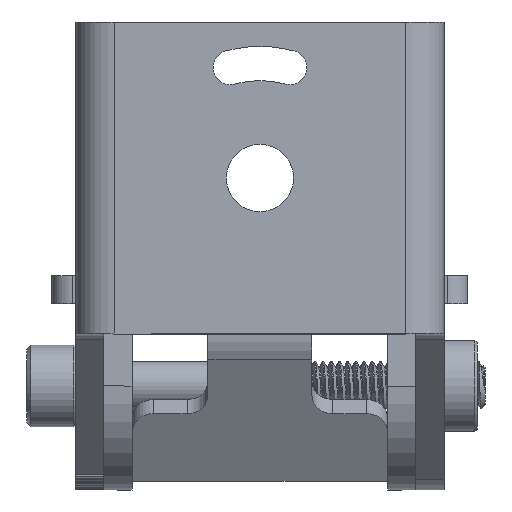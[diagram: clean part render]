
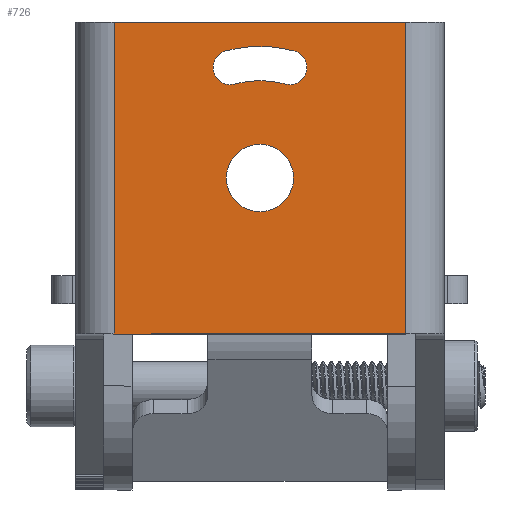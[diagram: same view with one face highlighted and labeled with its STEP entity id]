
A CAD part, front view. The second image highlights one B-rep face of the part: STEP entity #726.
In plain terms, the highlighted planar face has unit normal (0, -1, 0).
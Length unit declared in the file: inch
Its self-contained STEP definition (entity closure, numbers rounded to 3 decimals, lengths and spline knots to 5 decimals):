
#180 = CARTESIAN_POINT ( 'NONE',  ( -0.14235, 0., 0.53126 ) ) ;
#380 = ORIENTED_EDGE ( 'NONE', *, *, #15534, .T. ) ;
#726 = ADVANCED_FACE ( 'NONE', ( #2701, #1086, #7960 ), #22088, .F. ) ;
#857 = CARTESIAN_POINT ( 'NONE',  ( 0.7, 0., 0.75 ) ) ;
#1030 = DIRECTION ( 'NONE',  ( 0., 1., 0. ) ) ;
#1086 = FACE_BOUND ( 'NONE', #14085, .T. ) ;
#1139 = EDGE_CURVE ( 'NONE', #17697, #5987, #3218, .T. ) ;
#1246 = EDGE_CURVE ( 'NONE', #5811, #3476, #9399, .T. ) ;
#1251 = CARTESIAN_POINT ( 'NONE',  ( 0.7, 0., -0.75 ) ) ;
#1434 = DIRECTION ( 'NONE',  ( 0., 1., 0. ) ) ;
#1642 = ORIENTED_EDGE ( 'NONE', *, *, #6735, .F. ) ;
#1852 = EDGE_CURVE ( 'NONE', #10755, #14880, #11651, .T. ) ;
#1982 = LINE ( 'NONE', #12381, #20503 ) ;
#2388 = VERTEX_POINT ( 'NONE', #4198 ) ;
#2701 = FACE_BOUND ( 'NONE', #3406, .T. ) ;
#2755 = CARTESIAN_POINT ( 'NONE',  ( 0., 0., 0. ) ) ;
#2761 = AXIS2_PLACEMENT_3D ( 'NONE', #16719, #4625, #10217 ) ;
#3032 = EDGE_CURVE ( 'NONE', #13211, #5905, #20169, .T. ) ;
#3214 = AXIS2_PLACEMENT_3D ( 'NONE', #12856, #14900, #20258 ) ;
#3218 = LINE ( 'NONE', #1251, #20333 ) ;
#3406 = EDGE_LOOP ( 'NONE', ( #9594, #12691, #6861, #7139, #12538, #1642 ) ) ;
#3476 = VERTEX_POINT ( 'NONE', #19266 ) ;
#3703 = CIRCLE ( 'NONE', #18977, 0.4675 ) ;
#3802 = ORIENTED_EDGE ( 'NONE', *, *, #1852, .T. ) ;
#4198 = CARTESIAN_POINT ( 'NONE',  ( 0., 0., 0.4675 ) ) ;
#4345 = DIRECTION ( 'NONE',  ( 0., 0., -1. ) ) ;
#4625 = DIRECTION ( 'NONE',  ( 0., -1., 0. ) ) ;
#4729 = CARTESIAN_POINT ( 'NONE',  ( 0., 0., -0.1615 ) ) ;
#4832 = CIRCLE ( 'NONE', #21231, 0.6325 ) ;
#5198 = CARTESIAN_POINT ( 'NONE',  ( -0.7, 0., -0.75 ) ) ;
#5333 = EDGE_CURVE ( 'NONE', #3476, #13211, #4832, .T. ) ;
#5567 = EDGE_CURVE ( 'NONE', #17697, #14880, #1982, .T. ) ;
#5752 = DIRECTION ( 'NONE',  ( 0., 0., 1. ) ) ;
#5811 = VERTEX_POINT ( 'NONE', #20957 ) ;
#5905 = VERTEX_POINT ( 'NONE', #20141 ) ;
#5987 = VERTEX_POINT ( 'NONE', #857 ) ;
#6735 = EDGE_CURVE ( 'NONE', #2388, #16162, #9465, .T. ) ;
#6861 = ORIENTED_EDGE ( 'NONE', *, *, #5333, .F. ) ;
#7065 = DIRECTION ( 'NONE',  ( 0., -1., 0. ) ) ;
#7139 = ORIENTED_EDGE ( 'NONE', *, *, #1246, .F. ) ;
#7281 = DIRECTION ( 'NONE',  ( 0., 1., 0. ) ) ;
#7434 = ORIENTED_EDGE ( 'NONE', *, *, #1139, .T. ) ;
#7435 = CIRCLE ( 'NONE', #15063, 0.1615 ) ;
#7474 = CARTESIAN_POINT ( 'NONE',  ( 0., 0., 0. ) ) ;
#7960 = FACE_OUTER_BOUND ( 'NONE', #13740, .T. ) ;
#8020 = DIRECTION ( 'NONE',  ( 0., 0., 1. ) ) ;
#8379 = EDGE_CURVE ( 'NONE', #16162, #5811, #11879, .T. ) ;
#9196 = ORIENTED_EDGE ( 'NONE', *, *, #11438, .T. ) ;
#9217 = DIRECTION ( 'NONE',  ( 0., 0., 1. ) ) ;
#9399 = CIRCLE ( 'NONE', #14131, 0.6325 ) ;
#9465 = CIRCLE ( 'NONE', #12391, 0.4675 ) ;
#9577 = CARTESIAN_POINT ( 'NONE',  ( -0.7, 0., 0.75 ) ) ;
#9594 = ORIENTED_EDGE ( 'NONE', *, *, #18996, .F. ) ;
#9662 = CARTESIAN_POINT ( 'NONE',  ( 0., 0., 0. ) ) ;
#9673 = DIRECTION ( 'NONE',  ( 0., 0., 1. ) ) ;
#10217 = DIRECTION ( 'NONE',  ( 0., 0., 1. ) ) ;
#10249 = CARTESIAN_POINT ( 'NONE',  ( -0.75, 0., 0.75 ) ) ;
#10366 = VECTOR ( 'NONE', #4345, 39.37008 ) ;
#10755 = VERTEX_POINT ( 'NONE', #12094 ) ;
#11438 = EDGE_CURVE ( 'NONE', #12129, #13448, #7435, .T. ) ;
#11535 = CARTESIAN_POINT ( 'NONE',  ( 0.7, 0., -0.75 ) ) ;
#11651 = LINE ( 'NONE', #9577, #10366 ) ;
#11730 = DIRECTION ( 'NONE',  ( 0., 0., 1. ) ) ;
#11879 = CIRCLE ( 'NONE', #2761, 0.0825 ) ;
#12094 = CARTESIAN_POINT ( 'NONE',  ( -0.7, 0., 0.75 ) ) ;
#12129 = VERTEX_POINT ( 'NONE', #17567 ) ;
#12381 = CARTESIAN_POINT ( 'NONE',  ( -0.75, 0., -0.75 ) ) ;
#12391 = AXIS2_PLACEMENT_3D ( 'NONE', #9662, #1434, #11730 ) ;
#12492 = ORIENTED_EDGE ( 'NONE', *, *, #20935, .F. ) ;
#12538 = ORIENTED_EDGE ( 'NONE', *, *, #8379, .F. ) ;
#12691 = ORIENTED_EDGE ( 'NONE', *, *, #3032, .F. ) ;
#12856 = CARTESIAN_POINT ( 'NONE',  ( 0., 0., 0. ) ) ;
#13211 = VERTEX_POINT ( 'NONE', #15694 ) ;
#13448 = VERTEX_POINT ( 'NONE', #4729 ) ;
#13463 = CARTESIAN_POINT ( 'NONE',  ( 0.121, 0., 0.45157 ) ) ;
#13740 = EDGE_LOOP ( 'NONE', ( #7434, #12492, #3802, #20831 ) ) ;
#14073 = AXIS2_PLACEMENT_3D ( 'NONE', #19878, #21706, #5752 ) ;
#14085 = EDGE_LOOP ( 'NONE', ( #9196, #380 ) ) ;
#14131 = AXIS2_PLACEMENT_3D ( 'NONE', #7474, #17721, #21602 ) ;
#14333 = DIRECTION ( 'NONE',  ( 0., 0., 1. ) ) ;
#14880 = VERTEX_POINT ( 'NONE', #5198 ) ;
#14900 = DIRECTION ( 'NONE',  ( 0., 1., 0. ) ) ;
#15063 = AXIS2_PLACEMENT_3D ( 'NONE', #16159, #7281, #14333 ) ;
#15276 = DIRECTION ( 'NONE',  ( 1., 0., 0. ) ) ;
#15534 = EDGE_CURVE ( 'NONE', #13448, #12129, #20996, .T. ) ;
#15694 = CARTESIAN_POINT ( 'NONE',  ( -0.1637, 0., 0.61095 ) ) ;
#16159 = CARTESIAN_POINT ( 'NONE',  ( 0., 0., 0. ) ) ;
#16162 = VERTEX_POINT ( 'NONE', #13463 ) ;
#16301 = CARTESIAN_POINT ( 'NONE',  ( 0., 0., 0. ) ) ;
#16719 = CARTESIAN_POINT ( 'NONE',  ( 0.14235, 0., 0.53126 ) ) ;
#17567 = CARTESIAN_POINT ( 'NONE',  ( 0., 0., 0.1615 ) ) ;
#17620 = AXIS2_PLACEMENT_3D ( 'NONE', #180, #7065, #9217 ) ;
#17697 = VERTEX_POINT ( 'NONE', #11535 ) ;
#17721 = DIRECTION ( 'NONE',  ( 0., -1., 0. ) ) ;
#18125 = DIRECTION ( 'NONE',  ( 0., -1., 0. ) ) ;
#18977 = AXIS2_PLACEMENT_3D ( 'NONE', #2755, #1030, #8020 ) ;
#18996 = EDGE_CURVE ( 'NONE', #5905, #2388, #3703, .T. ) ;
#19266 = CARTESIAN_POINT ( 'NONE',  ( 0., 0., 0.6325 ) ) ;
#19878 = CARTESIAN_POINT ( 'NONE',  ( 0., 0., 0. ) ) ;
#20141 = CARTESIAN_POINT ( 'NONE',  ( -0.121, 0., 0.45157 ) ) ;
#20169 = CIRCLE ( 'NONE', #17620, 0.0825 ) ;
#20258 = DIRECTION ( 'NONE',  ( 0., 0., 1. ) ) ;
#20319 = DIRECTION ( 'NONE',  ( 0., 0., 1. ) ) ;
#20333 = VECTOR ( 'NONE', #20319, 39.37008 ) ;
#20502 = DIRECTION ( 'NONE',  ( -1., 0., 0. ) ) ;
#20503 = VECTOR ( 'NONE', #20502, 39.37008 ) ;
#20831 = ORIENTED_EDGE ( 'NONE', *, *, #5567, .F. ) ;
#20850 = LINE ( 'NONE', #10249, #21593 ) ;
#20935 = EDGE_CURVE ( 'NONE', #10755, #5987, #20850, .T. ) ;
#20957 = CARTESIAN_POINT ( 'NONE',  ( 0.1637, 0., 0.61095 ) ) ;
#20996 = CIRCLE ( 'NONE', #14073, 0.1615 ) ;
#21231 = AXIS2_PLACEMENT_3D ( 'NONE', #16301, #18125, #9673 ) ;
#21593 = VECTOR ( 'NONE', #15276, 39.37008 ) ;
#21602 = DIRECTION ( 'NONE',  ( 0., 0., 1. ) ) ;
#21706 = DIRECTION ( 'NONE',  ( 0., 1., 0. ) ) ;
#22088 = PLANE ( 'NONE',  #3214 ) ;
